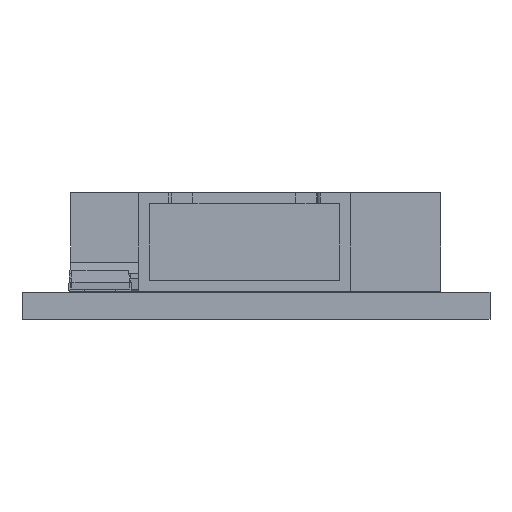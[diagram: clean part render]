
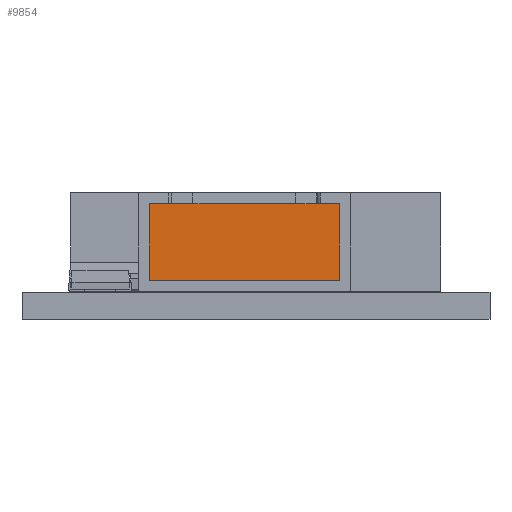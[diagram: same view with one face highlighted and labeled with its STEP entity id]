
A CAD part, left-side view. The second image highlights one B-rep face of the part: STEP entity #9854.
In plain terms, the highlighted face is planar.
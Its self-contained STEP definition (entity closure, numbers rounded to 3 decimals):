
#8720 = PLANE('',#8721);
#8721 = AXIS2_PLACEMENT_3D('',#8722,#8723,#8724);
#8722 = CARTESIAN_POINT('',(7.425,-5.6,5.16));
#8723 = DIRECTION('',(0.,0.,-1.));
#8724 = DIRECTION('',(0.,1.,0.));
#8748 = PLANE('',#8749);
#8749 = AXIS2_PLACEMENT_3D('',#8750,#8751,#8752);
#8750 = CARTESIAN_POINT('',(7.425,5.6,5.16));
#8751 = DIRECTION('',(0.,-1.,0.));
#8752 = DIRECTION('',(0.,0.,-1.));
#8776 = PLANE('',#8777);
#8777 = AXIS2_PLACEMENT_3D('',#8778,#8779,#8780);
#8778 = CARTESIAN_POINT('',(7.425,5.6,0.64));
#8779 = DIRECTION('',(0.,0.,1.));
#8780 = DIRECTION('',(0.,-1.,0.));
#8804 = PLANE('',#8805);
#8805 = AXIS2_PLACEMENT_3D('',#8806,#8807,#8808);
#8806 = CARTESIAN_POINT('',(7.425,-5.6,0.64));
#8807 = DIRECTION('',(0.,1.,0.));
#8808 = DIRECTION('',(0.,0.,1.));
#9274 = VERTEX_POINT('',#9275);
#9275 = CARTESIAN_POINT('',(1.115,-5.6,5.16));
#9296 = EDGE_CURVE('',#9274,#9297,#9299,.T.);
#9297 = VERTEX_POINT('',#9298);
#9298 = CARTESIAN_POINT('',(1.115,5.6,5.16));
#9299 = SURFACE_CURVE('',#9300,(#9304,#9311),.PCURVE_S1.);
#9300 = LINE('',#9301,#9302);
#9301 = CARTESIAN_POINT('',(1.115,-5.6,5.16));
#9302 = VECTOR('',#9303,1.);
#9303 = DIRECTION('',(0.,1.,0.));
#9304 = PCURVE('',#8720,#9305);
#9305 = DEFINITIONAL_REPRESENTATION('',(#9306),#9310);
#9306 = LINE('',#9307,#9308);
#9307 = CARTESIAN_POINT('',(0.,-6.31));
#9308 = VECTOR('',#9309,1.);
#9309 = DIRECTION('',(1.,0.));
#9310 = ( GEOMETRIC_REPRESENTATION_CONTEXT(2) 
PARAMETRIC_REPRESENTATION_CONTEXT() REPRESENTATION_CONTEXT('2D SPACE',''
  ) );
#9311 = PCURVE('',#9312,#9317);
#9312 = PLANE('',#9313);
#9313 = AXIS2_PLACEMENT_3D('',#9314,#9315,#9316);
#9314 = CARTESIAN_POINT('',(1.115,0.,2.9));
#9315 = DIRECTION('',(-1.,0.,0.));
#9316 = DIRECTION('',(0.,-1.,0.));
#9317 = DEFINITIONAL_REPRESENTATION('',(#9318),#9322);
#9318 = LINE('',#9319,#9320);
#9319 = CARTESIAN_POINT('',(5.6,2.26));
#9320 = VECTOR('',#9321,1.);
#9321 = DIRECTION('',(-1.,0.));
#9322 = ( GEOMETRIC_REPRESENTATION_CONTEXT(2) 
PARAMETRIC_REPRESENTATION_CONTEXT() REPRESENTATION_CONTEXT('2D SPACE',''
  ) );
#9538 = VERTEX_POINT('',#9539);
#9539 = CARTESIAN_POINT('',(1.115,-5.6,0.64));
#9560 = EDGE_CURVE('',#9538,#9274,#9561,.T.);
#9561 = SURFACE_CURVE('',#9562,(#9566,#9573),.PCURVE_S1.);
#9562 = LINE('',#9563,#9564);
#9563 = CARTESIAN_POINT('',(1.115,-5.6,0.64));
#9564 = VECTOR('',#9565,1.);
#9565 = DIRECTION('',(0.,0.,1.));
#9566 = PCURVE('',#8804,#9567);
#9567 = DEFINITIONAL_REPRESENTATION('',(#9568),#9572);
#9568 = LINE('',#9569,#9570);
#9569 = CARTESIAN_POINT('',(0.,-6.31));
#9570 = VECTOR('',#9571,1.);
#9571 = DIRECTION('',(1.,0.));
#9572 = ( GEOMETRIC_REPRESENTATION_CONTEXT(2) 
PARAMETRIC_REPRESENTATION_CONTEXT() REPRESENTATION_CONTEXT('2D SPACE',''
  ) );
#9573 = PCURVE('',#9312,#9574);
#9574 = DEFINITIONAL_REPRESENTATION('',(#9575),#9579);
#9575 = LINE('',#9576,#9577);
#9576 = CARTESIAN_POINT('',(5.6,-2.26));
#9577 = VECTOR('',#9578,1.);
#9578 = DIRECTION('',(0.,1.));
#9579 = ( GEOMETRIC_REPRESENTATION_CONTEXT(2) 
PARAMETRIC_REPRESENTATION_CONTEXT() REPRESENTATION_CONTEXT('2D SPACE',''
  ) );
#9587 = VERTEX_POINT('',#9588);
#9588 = CARTESIAN_POINT('',(1.115,5.6,0.64));
#9609 = EDGE_CURVE('',#9587,#9538,#9610,.T.);
#9610 = SURFACE_CURVE('',#9611,(#9615,#9622),.PCURVE_S1.);
#9611 = LINE('',#9612,#9613);
#9612 = CARTESIAN_POINT('',(1.115,5.6,0.64));
#9613 = VECTOR('',#9614,1.);
#9614 = DIRECTION('',(0.,-1.,0.));
#9615 = PCURVE('',#8776,#9616);
#9616 = DEFINITIONAL_REPRESENTATION('',(#9617),#9621);
#9617 = LINE('',#9618,#9619);
#9618 = CARTESIAN_POINT('',(0.,-6.31));
#9619 = VECTOR('',#9620,1.);
#9620 = DIRECTION('',(1.,0.));
#9621 = ( GEOMETRIC_REPRESENTATION_CONTEXT(2) 
PARAMETRIC_REPRESENTATION_CONTEXT() REPRESENTATION_CONTEXT('2D SPACE',''
  ) );
#9622 = PCURVE('',#9312,#9623);
#9623 = DEFINITIONAL_REPRESENTATION('',(#9624),#9628);
#9624 = LINE('',#9625,#9626);
#9625 = CARTESIAN_POINT('',(-5.6,-2.26));
#9626 = VECTOR('',#9627,1.);
#9627 = DIRECTION('',(1.,0.));
#9628 = ( GEOMETRIC_REPRESENTATION_CONTEXT(2) 
PARAMETRIC_REPRESENTATION_CONTEXT() REPRESENTATION_CONTEXT('2D SPACE',''
  ) );
#9636 = EDGE_CURVE('',#9297,#9587,#9637,.T.);
#9637 = SURFACE_CURVE('',#9638,(#9642,#9649),.PCURVE_S1.);
#9638 = LINE('',#9639,#9640);
#9639 = CARTESIAN_POINT('',(1.115,5.6,5.16));
#9640 = VECTOR('',#9641,1.);
#9641 = DIRECTION('',(0.,0.,-1.));
#9642 = PCURVE('',#8748,#9643);
#9643 = DEFINITIONAL_REPRESENTATION('',(#9644),#9648);
#9644 = LINE('',#9645,#9646);
#9645 = CARTESIAN_POINT('',(0.,-6.31));
#9646 = VECTOR('',#9647,1.);
#9647 = DIRECTION('',(1.,0.));
#9648 = ( GEOMETRIC_REPRESENTATION_CONTEXT(2) 
PARAMETRIC_REPRESENTATION_CONTEXT() REPRESENTATION_CONTEXT('2D SPACE',''
  ) );
#9649 = PCURVE('',#9312,#9650);
#9650 = DEFINITIONAL_REPRESENTATION('',(#9651),#9655);
#9651 = LINE('',#9652,#9653);
#9652 = CARTESIAN_POINT('',(-5.6,2.26));
#9653 = VECTOR('',#9654,1.);
#9654 = DIRECTION('',(0.,-1.));
#9655 = ( GEOMETRIC_REPRESENTATION_CONTEXT(2) 
PARAMETRIC_REPRESENTATION_CONTEXT() REPRESENTATION_CONTEXT('2D SPACE',''
  ) );
#9854 = ADVANCED_FACE('',(#9855),#9312,.F.);
#9855 = FACE_BOUND('',#9856,.F.);
#9856 = EDGE_LOOP('',(#9857,#9858,#9859,#9860));
#9857 = ORIENTED_EDGE('',*,*,#9296,.T.);
#9858 = ORIENTED_EDGE('',*,*,#9636,.T.);
#9859 = ORIENTED_EDGE('',*,*,#9609,.T.);
#9860 = ORIENTED_EDGE('',*,*,#9560,.T.);
